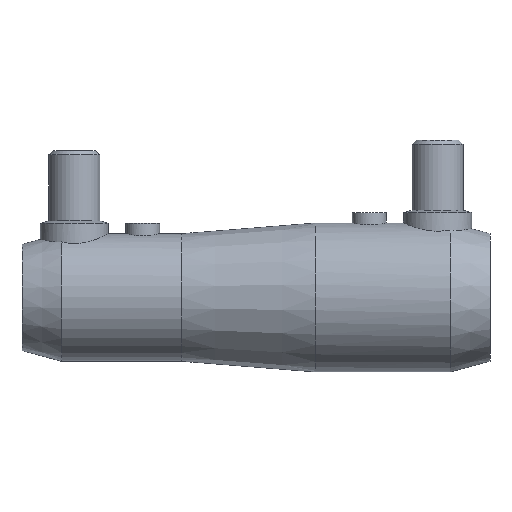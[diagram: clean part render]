
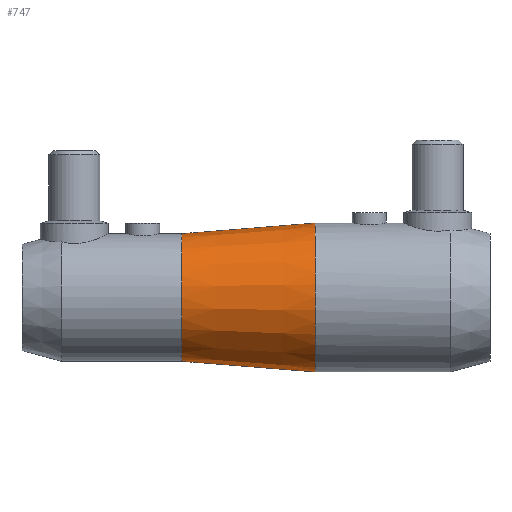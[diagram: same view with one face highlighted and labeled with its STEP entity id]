
A CAD part, top view. The second image highlights one B-rep face of the part: STEP entity #747.
In plain terms, the highlighted conical face has half-angle 4.562 degrees and reference radius 16.25 mm.
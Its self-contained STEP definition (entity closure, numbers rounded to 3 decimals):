
#325 = EDGE_CURVE( '', #585, #543, #936, .T. );
#411 = EDGE_CURVE( '', #543, #795, #1034, .T. );
#433 = EDGE_CURVE( '', #585, #749, #1057, .T. );
#543 = VERTEX_POINT( '', #1177 );
#585 = VERTEX_POINT( '', #1225 );
#601 = EDGE_CURVE( '', #795, #749, #1242, .T. );
#747 = ADVANCED_FACE( '', ( #1408 ), #1409, .T. );
#749 = VERTEX_POINT( '', #1411 );
#795 = VERTEX_POINT( '', #1461 );
#936 = LINE( '', #1615, #1616 );
#1034 = CIRCLE( '', #1785, 17.5 );
#1057 = CIRCLE( '', #1815, 15. );
#1177 = CARTESIAN_POINT( '', ( -1.066, -17.5, 0. ) );
#1225 = CARTESIAN_POINT( '', ( -32.399, -15., 0. ) );
#1242 = LINE( '', #2223, #2224 );
#1408 = FACE_OUTER_BOUND( '', #2536, .T. );
#1409 = CONICAL_SURFACE( '', #2537, 16.25, 0.08 );
#1411 = CARTESIAN_POINT( '', ( -32.399, 15., 0. ) );
#1461 = CARTESIAN_POINT( '', ( -1.066, 17.5, 0. ) );
#1615 = CARTESIAN_POINT( '', ( -16.732, -16.25, 0. ) );
#1616 = VECTOR( '', #2905, 1. );
#1785 = AXIS2_PLACEMENT_3D( '', #3045, #3046, #3047 );
#1815 = AXIS2_PLACEMENT_3D( '', #3067, #3068, #3069 );
#2223 = CARTESIAN_POINT( '', ( -16.732, 16.25, 0. ) );
#2224 = VECTOR( '', #3262, 1. );
#2536 = EDGE_LOOP( '', ( #3500, #3501, #3502, #3503 ) );
#2537 = AXIS2_PLACEMENT_3D( '', #3504, #3505, #3506 );
#2905 = DIRECTION( '', ( 0.997, -0.08, 0. ) );
#3045 = CARTESIAN_POINT( '', ( -1.066, 0., 0. ) );
#3046 = DIRECTION( '', ( -1., 0., 0. ) );
#3047 = DIRECTION( '', ( 0., 1., 0. ) );
#3067 = CARTESIAN_POINT( '', ( -32.399, 0., 0. ) );
#3068 = DIRECTION( '', ( -1., 0., 0. ) );
#3069 = DIRECTION( '', ( 0., 1., 0. ) );
#3262 = DIRECTION( '', ( -0.997, -0.08, 0. ) );
#3500 = ORIENTED_EDGE( '', *, *, #601, .T. );
#3501 = ORIENTED_EDGE( '', *, *, #433, .F. );
#3502 = ORIENTED_EDGE( '', *, *, #325, .T. );
#3503 = ORIENTED_EDGE( '', *, *, #411, .T. );
#3504 = CARTESIAN_POINT( '', ( -16.732, 0., 0. ) );
#3505 = DIRECTION( '', ( 1., 0., 0. ) );
#3506 = DIRECTION( '', ( 0., 1., 0. ) );
